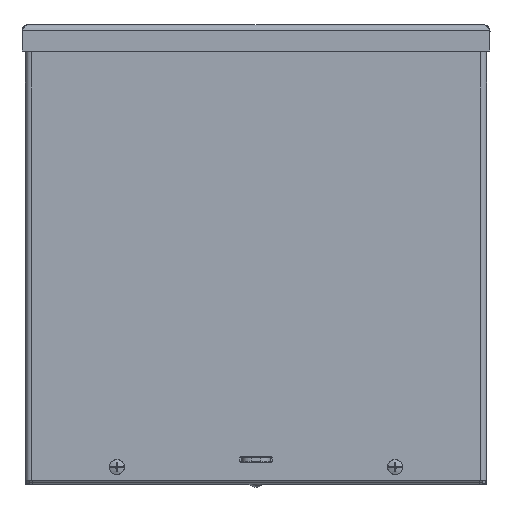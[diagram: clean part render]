
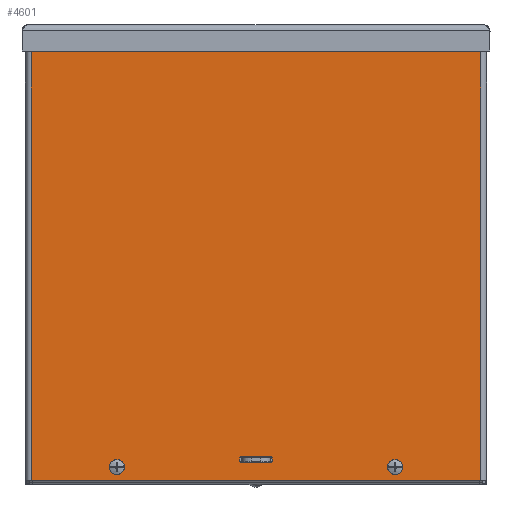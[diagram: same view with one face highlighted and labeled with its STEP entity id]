
A CAD part, top view. The second image highlights one B-rep face of the part: STEP entity #4601.
In plain terms, the highlighted planar face has unit normal (0, 0, 1).
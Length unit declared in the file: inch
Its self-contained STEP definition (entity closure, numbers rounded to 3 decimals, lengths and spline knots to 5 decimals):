
#16 = EDGE_CURVE ( 'NONE', #5262, #666, #9245, .T. ) ;
#40 = FACE_BOUND ( 'NONE', #4113, .T. ) ;
#78 = VECTOR ( 'NONE', #12794, 39.37008 ) ;
#86 = VECTOR ( 'NONE', #12620, 39.37008 ) ;
#424 = EDGE_CURVE ( 'NONE', #13863, #3916, #8041, .T. ) ;
#488 = AXIS2_PLACEMENT_3D ( 'NONE', #3635, #6486, #6600 ) ;
#575 = CARTESIAN_POINT ( 'NONE',  ( -0.42187, -5.32112, 6.19362 ) ) ;
#666 = VERTEX_POINT ( 'NONE', #8461 ) ;
#670 = EDGE_CURVE ( 'NONE', #18303, #18303, #12099, .T. ) ;
#676 = ORIENTED_EDGE ( 'NONE', *, *, #4993, .T. ) ;
#718 = FACE_BOUND ( 'NONE', #10432, .T. ) ;
#918 = CARTESIAN_POINT ( 'NONE',  ( 0.39063, -5.32113, 6.19362 ) ) ;
#954 = ORIENTED_EDGE ( 'NONE', *, *, #8227, .F. ) ;
#1044 = CARTESIAN_POINT ( 'NONE',  ( -0.42187, -5.41487, 6.19362 ) ) ;
#1293 = EDGE_CURVE ( 'NONE', #3401, #3401, #8182, .T. ) ;
#1474 = CARTESIAN_POINT ( 'NONE',  ( -0.39063, -5.41488, 6.19362 ) ) ;
#1624 = CARTESIAN_POINT ( 'NONE',  ( -5.90625, 2.98438, 6.19362 ) ) ;
#1951 = PLANE ( 'NONE',  #488 ) ;
#2204 = DIRECTION ( 'NONE',  ( 0., 0., 1. ) ) ;
#2301 = CARTESIAN_POINT ( 'NONE',  ( 0.42188, -5.32112, 6.19362 ) ) ;
#2471 = CARTESIAN_POINT ( 'NONE',  ( -0.21094, -5.28988, 6.19362 ) ) ;
#2475 = VERTEX_POINT ( 'NONE', #15582 ) ;
#2544 = DIRECTION ( 'NONE',  ( 0., 0., -1. ) ) ;
#2640 = VERTEX_POINT ( 'NONE', #16368 ) ;
#2968 = EDGE_CURVE ( 'NONE', #10377, #3916, #6244, .T. ) ;
#2995 = ORIENTED_EDGE ( 'NONE', *, *, #2968, .F. ) ;
#3220 = VERTEX_POINT ( 'NONE', #5173 ) ;
#3401 = VERTEX_POINT ( 'NONE', #8332 ) ;
#3603 = FACE_BOUND ( 'NONE', #13338, .T. ) ;
#3635 = CARTESIAN_POINT ( 'NONE',  ( 0., 0.01563, 6.19362 ) ) ;
#3729 = DIRECTION ( 'NONE',  ( 0.707, 0.707, 0. ) ) ;
#3916 = VERTEX_POINT ( 'NONE', #17470 ) ;
#3989 = DIRECTION ( 'NONE',  ( 1., 0., 0. ) ) ;
#4113 = EDGE_LOOP ( 'NONE', ( #16934, #954, #4755, #2995, #17936, #9104, #8686, #11971 ) ) ;
#4203 = EDGE_CURVE ( 'NONE', #16372, #666, #7262, .T. ) ;
#4445 = EDGE_LOOP ( 'NONE', ( #5674, #17925, #676, #6347 ) ) ;
#4601 = ADVANCED_FACE ( 'NONE', ( #15135, #3603, #16256, #40, #7227, #718 ), #1951, .F. ) ;
#4707 = DIRECTION ( 'NONE',  ( 0., 0., -1. ) ) ;
#4755 = ORIENTED_EDGE ( 'NONE', *, *, #424, .T. ) ;
#4993 = EDGE_CURVE ( 'NONE', #2475, #3220, #6721, .T. ) ;
#5122 = AXIS2_PLACEMENT_3D ( 'NONE', #10836, #2204, #10903 ) ;
#5173 = CARTESIAN_POINT ( 'NONE',  ( -5.90625, -5.92187, 6.19362 ) ) ;
#5262 = VERTEX_POINT ( 'NONE', #2301 ) ;
#5335 = DIRECTION ( 'NONE',  ( -1., 0., 0. ) ) ;
#5420 = CARTESIAN_POINT ( 'NONE',  ( -3.53125, 5.59375, 6.19362 ) ) ;
#5674 = ORIENTED_EDGE ( 'NONE', *, *, #16004, .T. ) ;
#5950 = DIRECTION ( 'NONE',  ( -0.707, -0.707, 0. ) ) ;
#5984 = ORIENTED_EDGE ( 'NONE', *, *, #670, .T. ) ;
#6047 = CIRCLE ( 'NONE', #18123, 0.125 ) ;
#6244 = CIRCLE ( 'NONE', #15175, 0.03125 ) ;
#6280 = CARTESIAN_POINT ( 'NONE',  ( -0.42188, -2.71525, 6.19362 ) ) ;
#6347 = ORIENTED_EDGE ( 'NONE', *, *, #10171, .T. ) ;
#6486 = DIRECTION ( 'NONE',  ( 0., 0., -1. ) ) ;
#6488 = DIRECTION ( 'NONE',  ( 0., 0., 1. ) ) ;
#6599 = DIRECTION ( 'NONE',  ( 0., 0., -1. ) ) ;
#6600 = DIRECTION ( 'NONE',  ( 1., 0., 0. ) ) ;
#6697 = DIRECTION ( 'NONE',  ( 0., 0., 1. ) ) ;
#6715 = CARTESIAN_POINT ( 'NONE',  ( 5.90625, -2.95313, 6.19362 ) ) ;
#6721 = LINE ( 'NONE', #1624, #6959 ) ;
#6959 = VECTOR ( 'NONE', #10222, 39.37008 ) ;
#7164 = EDGE_CURVE ( 'NONE', #16372, #7774, #13313, .T. ) ;
#7211 = ORIENTED_EDGE ( 'NONE', *, *, #1293, .T. ) ;
#7227 = FACE_BOUND ( 'NONE', #9332, .T. ) ;
#7244 = CARTESIAN_POINT ( 'NONE',  ( -0.39063, -5.28987, 6.19362 ) ) ;
#7262 = LINE ( 'NONE', #2471, #78 ) ;
#7382 = CARTESIAN_POINT ( 'NONE',  ( -3.65625, -5.5625, 6.19362 ) ) ;
#7463 = LINE ( 'NONE', #6715, #86 ) ;
#7526 = CARTESIAN_POINT ( 'NONE',  ( -6.059, -5.92188, 6.19362 ) ) ;
#7770 = EDGE_CURVE ( 'NONE', #10377, #7774, #14406, .T. ) ;
#7774 = VERTEX_POINT ( 'NONE', #575 ) ;
#7892 = DIRECTION ( 'NONE',  ( 0., -1., 0. ) ) ;
#7916 = EDGE_LOOP ( 'NONE', ( #5984 ) ) ;
#8041 = LINE ( 'NONE', #13328, #12140 ) ;
#8182 = CIRCLE ( 'NONE', #14988, 0.125 ) ;
#8227 = EDGE_CURVE ( 'NONE', #13863, #2640, #11442, .T. ) ;
#8332 = CARTESIAN_POINT ( 'NONE',  ( 3.78125, -5.5625, 6.19362 ) ) ;
#8461 = CARTESIAN_POINT ( 'NONE',  ( 0.39062, -5.28987, 6.19362 ) ) ;
#8686 = ORIENTED_EDGE ( 'NONE', *, *, #4203, .T. ) ;
#8813 = CARTESIAN_POINT ( 'NONE',  ( 0.39062, -5.44612, 6.19362 ) ) ;
#9104 = ORIENTED_EDGE ( 'NONE', *, *, #7164, .F. ) ;
#9144 = CARTESIAN_POINT ( 'NONE',  ( 5.90625, 5.95313, 6.19362 ) ) ;
#9245 = CIRCLE ( 'NONE', #13934, 0.03125 ) ;
#9332 = EDGE_LOOP ( 'NONE', ( #7211 ) ) ;
#9439 = CARTESIAN_POINT ( 'NONE',  ( 5.90625, -5.92187, 6.19362 ) ) ;
#9461 = VERTEX_POINT ( 'NONE', #9144 ) ;
#10089 = AXIS2_PLACEMENT_3D ( 'NONE', #7382, #17419, #13266 ) ;
#10171 = EDGE_CURVE ( 'NONE', #3220, #14126, #12728, .T. ) ;
#10222 = DIRECTION ( 'NONE',  ( 0., -1., 0. ) ) ;
#10377 = VERTEX_POINT ( 'NONE', #1044 ) ;
#10432 = EDGE_LOOP ( 'NONE', ( #15310 ) ) ;
#10471 = DIRECTION ( 'NONE',  ( 1., 0., 0. ) ) ;
#10586 = EDGE_CURVE ( 'NONE', #14468, #14468, #11268, .T. ) ;
#10836 = CARTESIAN_POINT ( 'NONE',  ( 0.39063, -5.41488, 6.19362 ) ) ;
#10903 = DIRECTION ( 'NONE',  ( 0.707, -0.707, 0. ) ) ;
#11016 = CARTESIAN_POINT ( 'NONE',  ( 6.059, 5.95313, 6.19362 ) ) ;
#11172 = LINE ( 'NONE', #15368, #15220 ) ;
#11268 = CIRCLE ( 'NONE', #10089, 0.125 ) ;
#11442 = CIRCLE ( 'NONE', #5122, 0.03125 ) ;
#11656 = AXIS2_PLACEMENT_3D ( 'NONE', #14198, #6599, #16704 ) ;
#11827 = DIRECTION ( 'NONE',  ( -1., 0., 0. ) ) ;
#11892 = EDGE_CURVE ( 'NONE', #5262, #2640, #11172, .T. ) ;
#11971 = ORIENTED_EDGE ( 'NONE', *, *, #16, .F. ) ;
#12099 = CIRCLE ( 'NONE', #11656, 0.125 ) ;
#12140 = VECTOR ( 'NONE', #11827, 39.37008 ) ;
#12620 = DIRECTION ( 'NONE',  ( 0., 1., 0. ) ) ;
#12728 = LINE ( 'NONE', #7526, #17669 ) ;
#12794 = DIRECTION ( 'NONE',  ( 1., 0., 0. ) ) ;
#13101 = LINE ( 'NONE', #11016, #17812 ) ;
#13207 = EDGE_CURVE ( 'NONE', #9461, #2475, #13101, .T. ) ;
#13266 = DIRECTION ( 'NONE',  ( 1., 0., 0. ) ) ;
#13313 = CIRCLE ( 'NONE', #16587, 0.03125 ) ;
#13328 = CARTESIAN_POINT ( 'NONE',  ( 0.21094, -5.44613, 6.19362 ) ) ;
#13338 = EDGE_LOOP ( 'NONE', ( #15580 ) ) ;
#13863 = VERTEX_POINT ( 'NONE', #8813 ) ;
#13934 = AXIS2_PLACEMENT_3D ( 'NONE', #918, #6697, #3729 ) ;
#14126 = VERTEX_POINT ( 'NONE', #9439 ) ;
#14183 = EDGE_CURVE ( 'NONE', #17639, #17639, #6047, .T. ) ;
#14198 = CARTESIAN_POINT ( 'NONE',  ( -3.65625, 5.59375, 6.19362 ) ) ;
#14406 = LINE ( 'NONE', #6280, #17998 ) ;
#14468 = VERTEX_POINT ( 'NONE', #15833 ) ;
#14960 = CARTESIAN_POINT ( 'NONE',  ( -0.39063, -5.32113, 6.19362 ) ) ;
#14988 = AXIS2_PLACEMENT_3D ( 'NONE', #18440, #2544, #3989 ) ;
#15135 = FACE_OUTER_BOUND ( 'NONE', #4445, .T. ) ;
#15175 = AXIS2_PLACEMENT_3D ( 'NONE', #1474, #17505, #5950 ) ;
#15220 = VECTOR ( 'NONE', #7892, 39.37008 ) ;
#15310 = ORIENTED_EDGE ( 'NONE', *, *, #14183, .T. ) ;
#15368 = CARTESIAN_POINT ( 'NONE',  ( 0.42188, -2.63713, 6.19362 ) ) ;
#15580 = ORIENTED_EDGE ( 'NONE', *, *, #10586, .T. ) ;
#15582 = CARTESIAN_POINT ( 'NONE',  ( -5.90625, 5.95313, 6.19362 ) ) ;
#15833 = CARTESIAN_POINT ( 'NONE',  ( -3.53125, -5.5625, 6.19362 ) ) ;
#16004 = EDGE_CURVE ( 'NONE', #14126, #9461, #7463, .T. ) ;
#16136 = DIRECTION ( 'NONE',  ( 0., 1., 0. ) ) ;
#16256 = FACE_BOUND ( 'NONE', #7916, .T. ) ;
#16336 = CARTESIAN_POINT ( 'NONE',  ( 3.65625, 5.59375, 6.19362 ) ) ;
#16368 = CARTESIAN_POINT ( 'NONE',  ( 0.42188, -5.41487, 6.19362 ) ) ;
#16372 = VERTEX_POINT ( 'NONE', #7244 ) ;
#16587 = AXIS2_PLACEMENT_3D ( 'NONE', #14960, #6488, #17986 ) ;
#16704 = DIRECTION ( 'NONE',  ( 1., 0., 0. ) ) ;
#16934 = ORIENTED_EDGE ( 'NONE', *, *, #11892, .T. ) ;
#17095 = CARTESIAN_POINT ( 'NONE',  ( 3.78125, 5.59375, 6.19362 ) ) ;
#17419 = DIRECTION ( 'NONE',  ( 0., 0., -1. ) ) ;
#17470 = CARTESIAN_POINT ( 'NONE',  ( -0.39063, -5.44612, 6.19362 ) ) ;
#17505 = DIRECTION ( 'NONE',  ( 0., 0., 1. ) ) ;
#17639 = VERTEX_POINT ( 'NONE', #17095 ) ;
#17669 = VECTOR ( 'NONE', #17868, 39.37008 ) ;
#17812 = VECTOR ( 'NONE', #5335, 39.37008 ) ;
#17868 = DIRECTION ( 'NONE',  ( 1., 0., 0. ) ) ;
#17925 = ORIENTED_EDGE ( 'NONE', *, *, #13207, .T. ) ;
#17936 = ORIENTED_EDGE ( 'NONE', *, *, #7770, .T. ) ;
#17986 = DIRECTION ( 'NONE',  ( -0.707, 0.707, 0. ) ) ;
#17998 = VECTOR ( 'NONE', #16136, 39.37008 ) ;
#18123 = AXIS2_PLACEMENT_3D ( 'NONE', #16336, #4707, #10471 ) ;
#18303 = VERTEX_POINT ( 'NONE', #5420 ) ;
#18440 = CARTESIAN_POINT ( 'NONE',  ( 3.65625, -5.5625, 6.19362 ) ) ;
